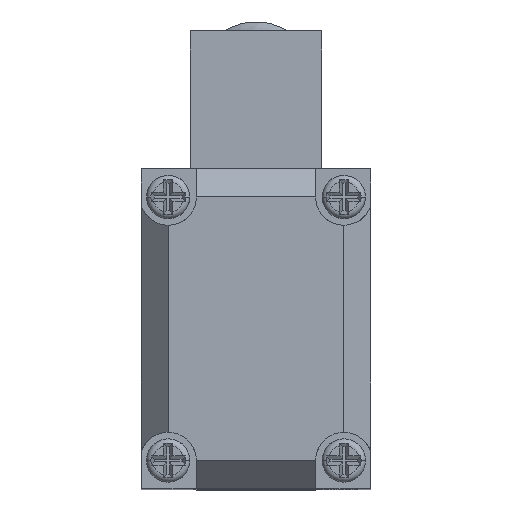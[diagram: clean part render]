
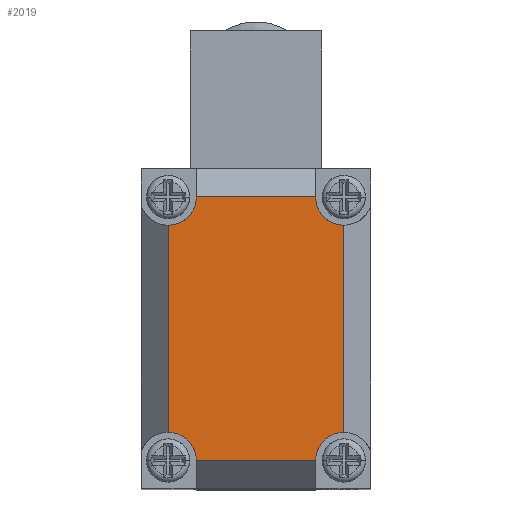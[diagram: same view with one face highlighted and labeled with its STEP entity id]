
A CAD part, top view. The second image highlights one B-rep face of the part: STEP entity #2019.
In plain terms, the highlighted planar face has unit normal (0, 0, 1).
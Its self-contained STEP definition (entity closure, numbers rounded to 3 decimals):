
#2019 = ADVANCED_FACE ( 'NONE', ( #16291 ), #2815, .T. ) ;
#2815 = PLANE ( 'NONE',  #16461 ) ;
#2816 = CARTESIAN_POINT ( 'NONE',  ( -14., 21., 11.5 ) ) ;
#2817 = DIRECTION ( 'NONE',  ( 0., 0., 1. ) ) ;
#2818 = DIRECTION ( 'NONE',  ( 1., 0., 0. ) ) ;
#3574 = CARTESIAN_POINT ( 'NONE',  ( 14., -21., 11.5 ) ) ;
#3575 = DIRECTION ( 'NONE',  ( 0., 0., 1. ) ) ;
#3576 = DIRECTION ( 'NONE',  ( 1., 0., 0. ) ) ;
#3577 = CARTESIAN_POINT ( 'NONE',  ( 14., -21., 11.5 ) ) ;
#3578 = DIRECTION ( 'NONE',  ( 0., 1., 0. ) ) ;
#3579 = CARTESIAN_POINT ( 'NONE',  ( 14., 21., 11.5 ) ) ;
#3580 = DIRECTION ( 'NONE',  ( 0., 0., 1. ) ) ;
#3581 = DIRECTION ( 'NONE',  ( -1., 0., 0. ) ) ;
#3582 = CARTESIAN_POINT ( 'NONE',  ( 14., 21., 11.5 ) ) ;
#3583 = DIRECTION ( 'NONE',  ( -1., 0., 0. ) ) ;
#3584 = CARTESIAN_POINT ( 'NONE',  ( -14., 21., 11.5 ) ) ;
#3585 = DIRECTION ( 'NONE',  ( 0., 0., 1. ) ) ;
#3586 = DIRECTION ( 'NONE',  ( 1., 0., 0. ) ) ;
#3587 = CARTESIAN_POINT ( 'NONE',  ( -14., -21., 11.5 ) ) ;
#3588 = DIRECTION ( 'NONE',  ( 0., -1., 0. ) ) ;
#3589 = CARTESIAN_POINT ( 'NONE',  ( -14., -21., 11.5 ) ) ;
#3590 = DIRECTION ( 'NONE',  ( 0., 0., 1. ) ) ;
#3591 = DIRECTION ( 'NONE',  ( -1., 0., 0. ) ) ;
#3592 = CARTESIAN_POINT ( 'NONE',  ( 14., -21., 11.5 ) ) ;
#3593 = DIRECTION ( 'NONE',  ( 1., 0., 0. ) ) ;
#6463 = ORIENTED_EDGE ( 'NONE', *, *, #12614, .T. ) ;
#6467 = ORIENTED_EDGE ( 'NONE', *, *, #12613, .F. ) ;
#6468 = ORIENTED_EDGE ( 'NONE', *, *, #12612, .T. ) ;
#6469 = ORIENTED_EDGE ( 'NONE', *, *, #12611, .F. ) ;
#6470 = ORIENTED_EDGE ( 'NONE', *, *, #12610, .T. ) ;
#6472 = ORIENTED_EDGE ( 'NONE', *, *, #12609, .F. ) ;
#6473 = ORIENTED_EDGE ( 'NONE', *, *, #12608, .T. ) ;
#6475 = ORIENTED_EDGE ( 'NONE', *, *, #12607, .F. ) ;
#7657 = VERTEX_POINT ( 'NONE', #13603 ) ;
#7733 = VERTEX_POINT ( 'NONE', #13679 ) ;
#7742 = VERTEX_POINT ( 'NONE', #13688 ) ;
#8281 = VERTEX_POINT ( 'NONE', #14227 ) ;
#8381 = VERTEX_POINT ( 'NONE', #14327 ) ;
#8383 = VERTEX_POINT ( 'NONE', #14329 ) ;
#8387 = VERTEX_POINT ( 'NONE', #14333 ) ;
#8388 = VERTEX_POINT ( 'NONE', #14334 ) ;
#10452 = EDGE_LOOP ( 'NONE', ( #6475, #6473, #6472, #6470, #6469, #6468, #6467, #6463 ) ) ;
#10734 = AXIS2_PLACEMENT_3D ( 'NONE', #3574, #3575, #3576 ) ;
#10735 = AXIS2_PLACEMENT_3D ( 'NONE', #3579, #3580, #3581 ) ;
#10736 = AXIS2_PLACEMENT_3D ( 'NONE', #3584, #3585, #3586 ) ;
#10737 = AXIS2_PLACEMENT_3D ( 'NONE', #3589, #3590, #3591 ) ;
#11478 = LINE ( 'NONE', #3577, #11480 ) ;
#11479 = CIRCLE ( 'NONE', #10734, 4.5 ) ;
#11480 = VECTOR ( 'NONE', #3578, 1000. ) ;
#11481 = LINE ( 'NONE', #3582, #11483 ) ;
#11482 = CIRCLE ( 'NONE', #10735, 4.5 ) ;
#11483 = VECTOR ( 'NONE', #3583, 1000. ) ;
#11484 = LINE ( 'NONE', #3587, #11486 ) ;
#11485 = CIRCLE ( 'NONE', #10736, 4.5 ) ;
#11486 = VECTOR ( 'NONE', #3588, 1000. ) ;
#11487 = LINE ( 'NONE', #3592, #11489 ) ;
#11488 = CIRCLE ( 'NONE', #10737, 4.5 ) ;
#11489 = VECTOR ( 'NONE', #3593, 1000. ) ;
#12607 = EDGE_CURVE ( 'NONE', #8281, #7742, #11479, .T. ) ;
#12608 = EDGE_CURVE ( 'NONE', #8281, #7733, #11478, .T. ) ;
#12609 = EDGE_CURVE ( 'NONE', #7657, #7733, #11482, .T. ) ;
#12610 = EDGE_CURVE ( 'NONE', #7657, #8388, #11481, .T. ) ;
#12611 = EDGE_CURVE ( 'NONE', #8387, #8388, #11485, .T. ) ;
#12612 = EDGE_CURVE ( 'NONE', #8387, #8383, #11484, .T. ) ;
#12613 = EDGE_CURVE ( 'NONE', #8381, #8383, #11488, .T. ) ;
#12614 = EDGE_CURVE ( 'NONE', #8381, #7742, #11487, .T. ) ;
#13603 = CARTESIAN_POINT ( 'NONE',  ( 9.5, 21., 11.5 ) ) ;
#13679 = CARTESIAN_POINT ( 'NONE',  ( 14., 16.5, 11.5 ) ) ;
#13688 = CARTESIAN_POINT ( 'NONE',  ( 9.5, -21., 11.5 ) ) ;
#14227 = CARTESIAN_POINT ( 'NONE',  ( 14., -16.5, 11.5 ) ) ;
#14327 = CARTESIAN_POINT ( 'NONE',  ( -9.5, -21., 11.5 ) ) ;
#14329 = CARTESIAN_POINT ( 'NONE',  ( -14., -16.5, 11.5 ) ) ;
#14333 = CARTESIAN_POINT ( 'NONE',  ( -14., 16.5, 11.5 ) ) ;
#14334 = CARTESIAN_POINT ( 'NONE',  ( -9.5, 21., 11.5 ) ) ;
#16291 = FACE_OUTER_BOUND ( 'NONE', #10452, .T. ) ;
#16461 = AXIS2_PLACEMENT_3D ( 'NONE', #2816, #2817, #2818 ) ;
